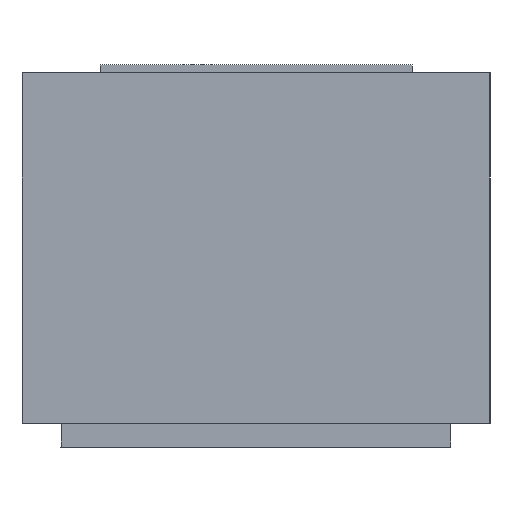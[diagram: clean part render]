
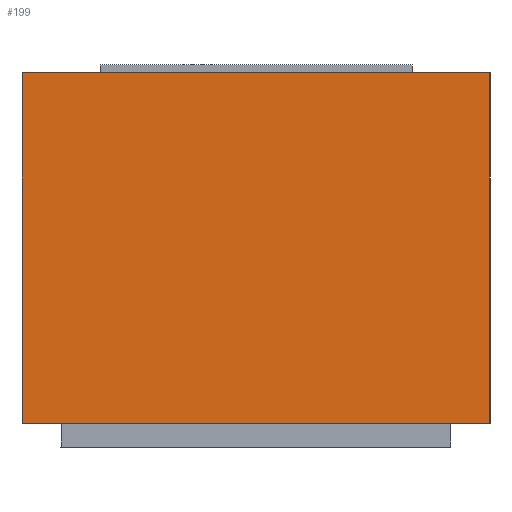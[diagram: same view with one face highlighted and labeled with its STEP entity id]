
A CAD part, left-side view. The second image highlights one B-rep face of the part: STEP entity #199.
In plain terms, the highlighted planar face has unit normal (-1, 0, 0).
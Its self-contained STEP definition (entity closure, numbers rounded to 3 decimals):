
#140 = EDGE_CURVE('',#141,#143,#145,.T.);
#141 = VERTEX_POINT('',#142);
#142 = CARTESIAN_POINT('',(-0.5,-0.3,0.48));
#143 = VERTEX_POINT('',#144);
#144 = CARTESIAN_POINT('',(-0.5,0.3,0.48));
#145 = LINE('',#146,#147);
#146 = CARTESIAN_POINT('',(-0.5,-0.3,0.48));
#147 = VECTOR('',#148,1.);
#148 = DIRECTION('',(0.,1.,0.));
#199 = ADVANCED_FACE('',(#200),#225,.F.);
#200 = FACE_BOUND('',#201,.F.);
#201 = EDGE_LOOP('',(#202,#210,#218,#224));
#202 = ORIENTED_EDGE('',*,*,#203,.F.);
#203 = EDGE_CURVE('',#204,#141,#206,.T.);
#204 = VERTEX_POINT('',#205);
#205 = CARTESIAN_POINT('',(-0.5,-0.3,0.03));
#206 = LINE('',#207,#208);
#207 = CARTESIAN_POINT('',(-0.5,-0.3,0.03));
#208 = VECTOR('',#209,1.);
#209 = DIRECTION('',(0.,0.,1.));
#210 = ORIENTED_EDGE('',*,*,#211,.T.);
#211 = EDGE_CURVE('',#204,#212,#214,.T.);
#212 = VERTEX_POINT('',#213);
#213 = CARTESIAN_POINT('',(-0.5,0.3,0.03));
#214 = LINE('',#215,#216);
#215 = CARTESIAN_POINT('',(-0.5,-0.3,0.03));
#216 = VECTOR('',#217,1.);
#217 = DIRECTION('',(0.,1.,0.));
#218 = ORIENTED_EDGE('',*,*,#219,.T.);
#219 = EDGE_CURVE('',#212,#143,#220,.T.);
#220 = LINE('',#221,#222);
#221 = CARTESIAN_POINT('',(-0.5,0.3,0.03));
#222 = VECTOR('',#223,1.);
#223 = DIRECTION('',(0.,0.,1.));
#224 = ORIENTED_EDGE('',*,*,#140,.F.);
#225 = PLANE('',#226);
#226 = AXIS2_PLACEMENT_3D('',#227,#228,#229);
#227 = CARTESIAN_POINT('',(-0.5,-0.3,0.03));
#228 = DIRECTION('',(1.,0.,0.));
#229 = DIRECTION('',(0.,0.,1.));
